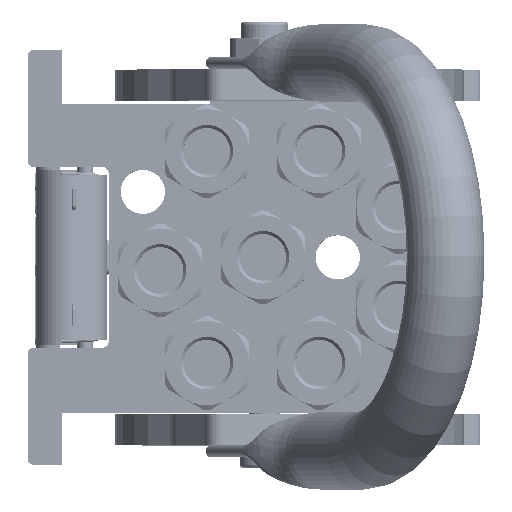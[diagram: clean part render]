
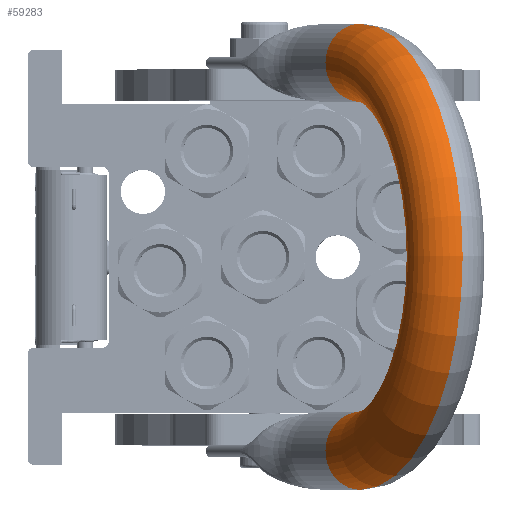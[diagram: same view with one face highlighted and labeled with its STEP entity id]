
A CAD part, top view. The second image highlights one B-rep face of the part: STEP entity #59283.
In plain terms, the highlighted toroidal (fillet/blend) face has major radius 62.25 mm and minor radius 12.5 mm.
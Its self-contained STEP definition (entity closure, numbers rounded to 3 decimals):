
#2177 = CIRCLE ( 'NONE', #6749, 74.75 ) ;
#5906 = EDGE_CURVE ( 'NONE', #20046, #12925, #67417, .T. ) ;
#6749 = AXIS2_PLACEMENT_3D ( 'NONE', #67093, #7939, #125742 ) ;
#7939 = DIRECTION ( 'NONE',  ( 0., 1., 0. ) ) ;
#8264 = DIRECTION ( 'NONE',  ( 0., 0., 1. ) ) ;
#12925 = VERTEX_POINT ( 'NONE', #108938 ) ;
#20046 = VERTEX_POINT ( 'NONE', #84252 ) ;
#20214 = DIRECTION ( 'NONE',  ( 0., 1., 0. ) ) ;
#23432 = CARTESIAN_POINT ( 'NONE',  ( 74.75, 0., 25.25 ) ) ;
#25847 = EDGE_LOOP ( 'NONE', ( #108897, #83866, #86742, #90385 ) ) ;
#33550 = EDGE_CURVE ( 'NONE', #12925, #90721, #84743, .T. ) ;
#33671 = TOROIDAL_SURFACE ( 'NONE', #57846, 62.25, 12.5 ) ;
#37791 = DIRECTION ( 'NONE',  ( 0., 0., -1. ) ) ;
#41948 = EDGE_CURVE ( 'NONE', #70804, #90721, #55870, .T. ) ;
#46945 = CARTESIAN_POINT ( 'NONE',  ( 62.25, 0., 25.25 ) ) ;
#47426 = CARTESIAN_POINT ( 'NONE',  ( -62.25, 0., 25.25 ) ) ;
#47797 = DIRECTION ( 'NONE',  ( 1., 0., 0. ) ) ;
#48277 = AXIS2_PLACEMENT_3D ( 'NONE', #46945, #37791, #47797 ) ;
#50183 = DIRECTION ( 'NONE',  ( 1., 0., 0. ) ) ;
#55870 = CIRCLE ( 'NONE', #48277, 12.5 ) ;
#57846 = AXIS2_PLACEMENT_3D ( 'NONE', #99720, #20214, #50183 ) ;
#59283 = ADVANCED_FACE ( 'NONE', ( #94383 ), #33671, .T. ) ;
#59989 = CARTESIAN_POINT ( 'NONE',  ( 49.75, 0., 25.25 ) ) ;
#66285 = CARTESIAN_POINT ( 'NONE',  ( 0., 0., 25.25 ) ) ;
#67093 = CARTESIAN_POINT ( 'NONE',  ( 0., 0., 25.25 ) ) ;
#67417 = CIRCLE ( 'NONE', #107890, 12.5 ) ;
#70804 = VERTEX_POINT ( 'NONE', #23432 ) ;
#77416 = DIRECTION ( 'NONE',  ( -1., 0., 0. ) ) ;
#83866 = ORIENTED_EDGE ( 'NONE', *, *, #41948, .F. ) ;
#84252 = CARTESIAN_POINT ( 'NONE',  ( -74.75, 0., 25.25 ) ) ;
#84743 = CIRCLE ( 'NONE', #111904, 49.75 ) ;
#86742 = ORIENTED_EDGE ( 'NONE', *, *, #117898, .F. ) ;
#90385 = ORIENTED_EDGE ( 'NONE', *, *, #5906, .T. ) ;
#90721 = VERTEX_POINT ( 'NONE', #59989 ) ;
#94383 = FACE_OUTER_BOUND ( 'NONE', #25847, .T. ) ;
#96666 = DIRECTION ( 'NONE',  ( -1., 0., 0. ) ) ;
#99720 = CARTESIAN_POINT ( 'NONE',  ( 0., 0., 25.25 ) ) ;
#107105 = DIRECTION ( 'NONE',  ( 0., 1., 0. ) ) ;
#107890 = AXIS2_PLACEMENT_3D ( 'NONE', #47426, #8264, #77416 ) ;
#108897 = ORIENTED_EDGE ( 'NONE', *, *, #33550, .T. ) ;
#108938 = CARTESIAN_POINT ( 'NONE',  ( -49.75, 0., 25.25 ) ) ;
#111904 = AXIS2_PLACEMENT_3D ( 'NONE', #66285, #107105, #96666 ) ;
#117898 = EDGE_CURVE ( 'NONE', #20046, #70804, #2177, .T. ) ;
#125742 = DIRECTION ( 'NONE',  ( -1., 0., 0. ) ) ;
